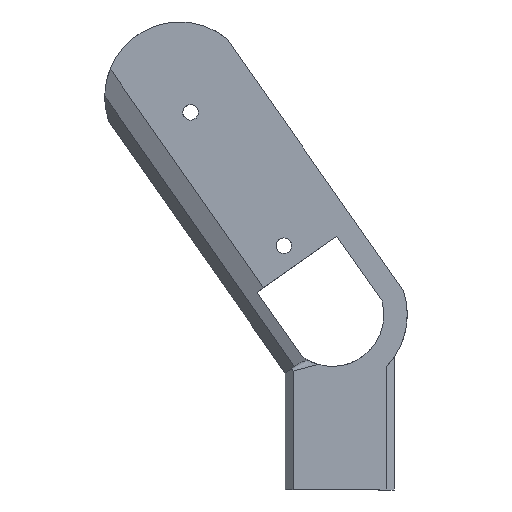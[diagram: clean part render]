
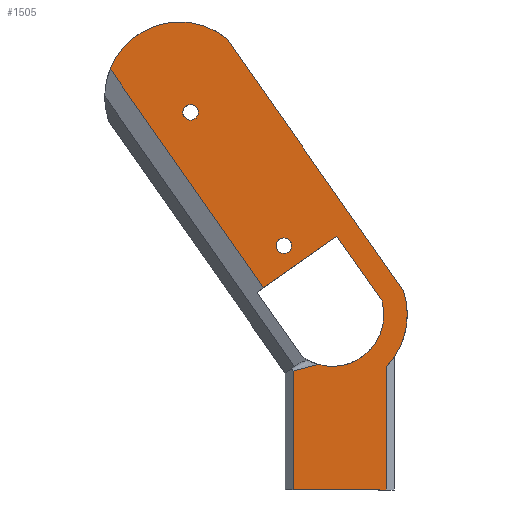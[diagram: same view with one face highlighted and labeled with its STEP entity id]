
A CAD part, front view. The second image highlights one B-rep face of the part: STEP entity #1505.
In plain terms, the highlighted planar face has unit normal (0, -1, 0).
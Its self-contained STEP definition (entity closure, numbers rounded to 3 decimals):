
#15=FACE_BOUND('',#224,.T.);
#16=FACE_BOUND('',#225,.T.);
#58=CIRCLE('',#1618,19.262);
#59=CIRCLE('',#1619,19.262);
#60=CIRCLE('',#1620,13.262);
#61=CIRCLE('',#1621,2.);
#62=CIRCLE('',#1622,2.);
#63=CIRCLE('',#1623,2.);
#64=CIRCLE('',#1624,2.);
#138=FACE_OUTER_BOUND('',#223,.T.);
#223=EDGE_LOOP('',(#1152,#1153,#1154,#1155,#1156,#1157,#1158,#1159,#1160,
#1161,#1162,#1163));
#224=EDGE_LOOP('',(#1164,#1165));
#225=EDGE_LOOP('',(#1166,#1167));
#363=LINE('',#2347,#530);
#364=LINE('',#2352,#531);
#365=LINE('',#2356,#532);
#366=LINE('',#2358,#533);
#367=LINE('',#2360,#534);
#368=LINE('',#2364,#535);
#369=LINE('',#2366,#536);
#370=LINE('',#2368,#537);
#371=LINE('',#2369,#538);
#530=VECTOR('',#1893,10.);
#531=VECTOR('',#1898,10.);
#532=VECTOR('',#1901,10.);
#533=VECTOR('',#1902,10.);
#534=VECTOR('',#1903,10.);
#535=VECTOR('',#1906,10.);
#536=VECTOR('',#1907,10.632);
#537=VECTOR('',#1908,10.);
#538=VECTOR('',#1909,10.);
#671=VERTEX_POINT('',#2340);
#674=VERTEX_POINT('',#2345);
#675=VERTEX_POINT('',#2349);
#676=VERTEX_POINT('',#2351);
#677=VERTEX_POINT('',#2353);
#678=VERTEX_POINT('',#2355);
#679=VERTEX_POINT('',#2357);
#680=VERTEX_POINT('',#2359);
#681=VERTEX_POINT('',#2361);
#682=VERTEX_POINT('',#2363);
#683=VERTEX_POINT('',#2365);
#684=VERTEX_POINT('',#2367);
#685=VERTEX_POINT('',#2370);
#686=VERTEX_POINT('',#2371);
#687=VERTEX_POINT('',#2374);
#688=VERTEX_POINT('',#2375);
#851=EDGE_CURVE('',#674,#671,#363,.T.);
#852=EDGE_CURVE('',#674,#675,#58,.T.);
#853=EDGE_CURVE('',#675,#676,#364,.T.);
#854=EDGE_CURVE('',#676,#677,#59,.T.);
#855=EDGE_CURVE('',#678,#677,#365,.T.);
#856=EDGE_CURVE('',#679,#678,#366,.T.);
#857=EDGE_CURVE('',#679,#680,#367,.T.);
#858=EDGE_CURVE('',#680,#681,#60,.T.);
#859=EDGE_CURVE('',#682,#681,#368,.T.);
#860=EDGE_CURVE('',#683,#682,#369,.T.);
#861=EDGE_CURVE('',#684,#683,#370,.T.);
#862=EDGE_CURVE('',#684,#671,#371,.T.);
#863=EDGE_CURVE('',#685,#686,#61,.T.);
#864=EDGE_CURVE('',#686,#685,#62,.T.);
#865=EDGE_CURVE('',#687,#688,#63,.T.);
#866=EDGE_CURVE('',#688,#687,#64,.T.);
#1152=ORIENTED_EDGE('',*,*,#851,.F.);
#1153=ORIENTED_EDGE('',*,*,#852,.T.);
#1154=ORIENTED_EDGE('',*,*,#853,.T.);
#1155=ORIENTED_EDGE('',*,*,#854,.T.);
#1156=ORIENTED_EDGE('',*,*,#855,.F.);
#1157=ORIENTED_EDGE('',*,*,#856,.F.);
#1158=ORIENTED_EDGE('',*,*,#857,.T.);
#1159=ORIENTED_EDGE('',*,*,#858,.T.);
#1160=ORIENTED_EDGE('',*,*,#859,.F.);
#1161=ORIENTED_EDGE('',*,*,#860,.F.);
#1162=ORIENTED_EDGE('',*,*,#861,.F.);
#1163=ORIENTED_EDGE('',*,*,#862,.T.);
#1164=ORIENTED_EDGE('',*,*,#863,.F.);
#1165=ORIENTED_EDGE('',*,*,#864,.F.);
#1166=ORIENTED_EDGE('',*,*,#865,.F.);
#1167=ORIENTED_EDGE('',*,*,#866,.F.);
#1431=PLANE('',#1617);
#1505=ADVANCED_FACE('',(#138,#15,#16),#1431,.T.);
#1617=AXIS2_PLACEMENT_3D('',#2348,#1894,#1895);
#1618=AXIS2_PLACEMENT_3D('',#2350,#1896,#1897);
#1619=AXIS2_PLACEMENT_3D('',#2354,#1899,#1900);
#1620=AXIS2_PLACEMENT_3D('',#2362,#1904,#1905);
#1621=AXIS2_PLACEMENT_3D('',#2372,#1910,#1911);
#1622=AXIS2_PLACEMENT_3D('',#2373,#1912,#1913);
#1623=AXIS2_PLACEMENT_3D('',#2376,#1914,#1915);
#1624=AXIS2_PLACEMENT_3D('',#2377,#1916,#1917);
#1893=DIRECTION('',(0.,0.,-1.));
#1894=DIRECTION('center_axis',(0.,-1.,0.));
#1895=DIRECTION('ref_axis',(0.819,0.,0.574));
#1896=DIRECTION('center_axis',(0.,-1.,0.));
#1897=DIRECTION('ref_axis',(0.946,0.,0.323));
#1898=DIRECTION('',(-0.574,0.,0.819));
#1899=DIRECTION('center_axis',(0.,-1.,0.));
#1900=DIRECTION('ref_axis',(0.627,0.,0.779));
#1901=DIRECTION('',(-0.574,0.,0.819));
#1902=DIRECTION('',(-0.819,0.,-0.574));
#1903=DIRECTION('',(0.574,0.,-0.819));
#1904=DIRECTION('center_axis',(0.,1.,0.));
#1905=DIRECTION('ref_axis',(-0.517,0.,-0.856));
#1906=DIRECTION('',(-0.574,0.,0.819));
#1907=DIRECTION('',(0.965,0.,0.261));
#1908=DIRECTION('',(0.,0.,1.));
#1909=DIRECTION('',(1.,0.,0.));
#1910=DIRECTION('center_axis',(0.,-1.,0.));
#1911=DIRECTION('ref_axis',(0.819,0.,0.574));
#1912=DIRECTION('center_axis',(0.,-1.,0.));
#1913=DIRECTION('ref_axis',(0.819,0.,0.574));
#1914=DIRECTION('center_axis',(0.,-1.,0.));
#1915=DIRECTION('ref_axis',(0.819,0.,0.574));
#1916=DIRECTION('center_axis',(0.,-1.,0.));
#1917=DIRECTION('ref_axis',(0.819,0.,0.574));
#2340=CARTESIAN_POINT('',(15.721,-12.4,-30.258));
#2345=CARTESIAN_POINT('',(15.721,-12.4,1.435));
#2347=CARTESIAN_POINT('',(15.721,-12.4,6.226));
#2348=CARTESIAN_POINT('Origin',(-17.782,-12.4,42.711));
#2349=CARTESIAN_POINT('',(20.03,-12.4,20.964));
#2350=CARTESIAN_POINT('Origin',(1.799,-12.4,14.747));
#2351=CARTESIAN_POINT('',(-25.285,-12.4,85.68));
#2352=CARTESIAN_POINT('',(20.03,-12.4,20.964));
#2353=CARTESIAN_POINT('',(-55.226,-12.4,77.881));
#2354=CARTESIAN_POINT('Origin',(-37.362,-12.4,70.675));
#2355=CARTESIAN_POINT('',(-15.886,-12.4,21.698));
#2356=CARTESIAN_POINT('',(-20.718,-12.4,28.599));
#2357=CARTESIAN_POINT('',(2.954,-12.4,34.89));
#2358=CARTESIAN_POINT('',(2.954,-12.4,34.89));
#2359=CARTESIAN_POINT('',(14.58,-12.4,18.287));
#2360=CARTESIAN_POINT('',(3.519,-12.4,34.084));
#2361=CARTESIAN_POINT('',(-2.155,-12.4,2.088));
#2362=CARTESIAN_POINT('Origin',(1.799,-12.4,14.747));
#2363=CARTESIAN_POINT('',(-2.069,-12.4,1.965));
#2364=CARTESIAN_POINT('',(-23.551,-12.4,32.644));
#2365=CARTESIAN_POINT('',(-8.279,-12.4,0.283));
#2366=CARTESIAN_POINT('',(2.293,-12.4,3.146));
#2367=CARTESIAN_POINT('',(-8.279,-12.4,-30.258));
#2368=CARTESIAN_POINT('',(-8.279,-12.4,21.226));
#2369=CARTESIAN_POINT('',(-10.279,-12.4,-30.258));
#2370=CARTESIAN_POINT('',(-12.386,-12.4,31.548));
#2371=CARTESIAN_POINT('',(-12.25,-12.4,31.324));
#2372=CARTESIAN_POINT('Origin',(-10.612,-12.4,32.472));
#2373=CARTESIAN_POINT('Origin',(-10.612,-12.4,32.472));
#2374=CARTESIAN_POINT('',(-36.435,-12.4,65.945));
#2375=CARTESIAN_POINT('',(-36.226,-12.4,65.565));
#2376=CARTESIAN_POINT('Origin',(-34.587,-12.4,66.712));
#2377=CARTESIAN_POINT('Origin',(-34.587,-12.4,66.712));
